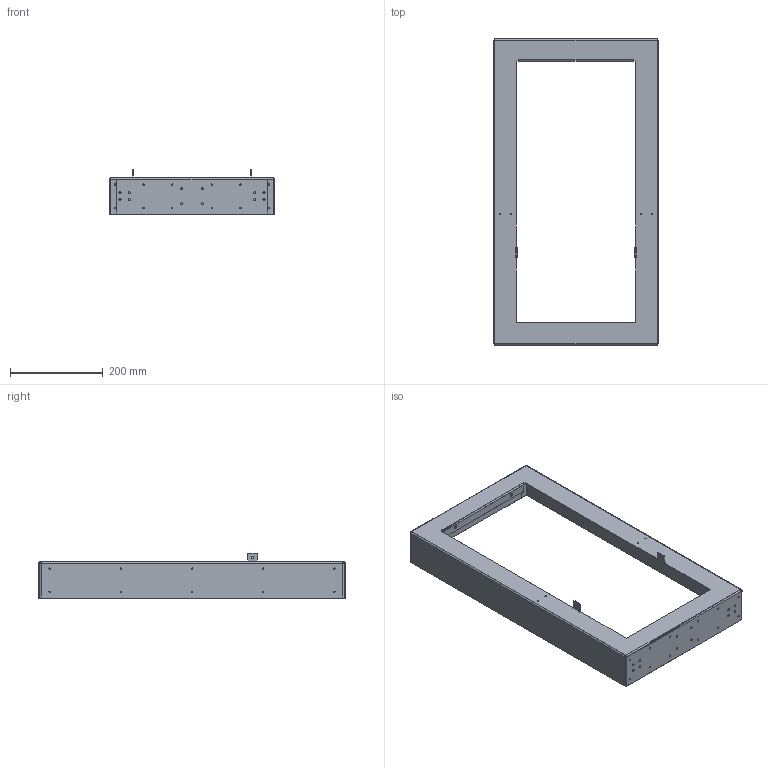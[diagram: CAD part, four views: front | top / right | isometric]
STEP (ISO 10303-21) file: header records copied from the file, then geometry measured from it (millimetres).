
FILE_DESCRIPTION(/* description */ (''),/* implementation_level */ '2;1');
FILE_NAME(/* name */ 'frame_face.stp',/* time_stamp */ '2016-06-29T22:12:53-07:00',/* author */ ('cruiser'),/* organization */ (''),/* preprocessor_version */ 'ST-DEVELOPER v15.2',/* originating_system */ 'Autodesk Inventor 2014',/* authorisation */ '');
FILE_SCHEMA (('AUTOMOTIVE_DESIGN { 1 0 10303 214 3 1 1 }'));
Length unit declared in the file: millimetre
Products named in the file (1): frame_face
Bounding box: 356.55 x 661.59 x 98.41 mm (x, y, z)
Volume: 404705.2 mm3; surface area: 518685.7 mm2
Topology: 1 solids, 1 shells, 217 faces, 557 edges, 342 vertices
Faces by surface type: plane 112, cylinder 105
Full cylindrical faces by diameter (mm): 3 x44, 3.3 x16, 4.5 x14, 5 x4, 6.5 x2, 8 x2, 10.2 x1
Entity records: 6482 total; most frequent: DIRECTION 1120, CARTESIAN_POINT 1034, ORIENTED_EDGE 948, EDGE_CURVE 474, EDGE_LOOP 468, AXIS2_PLACEMENT_3D 428, VERTEX_POINT 342, FACE_BOUND 272
